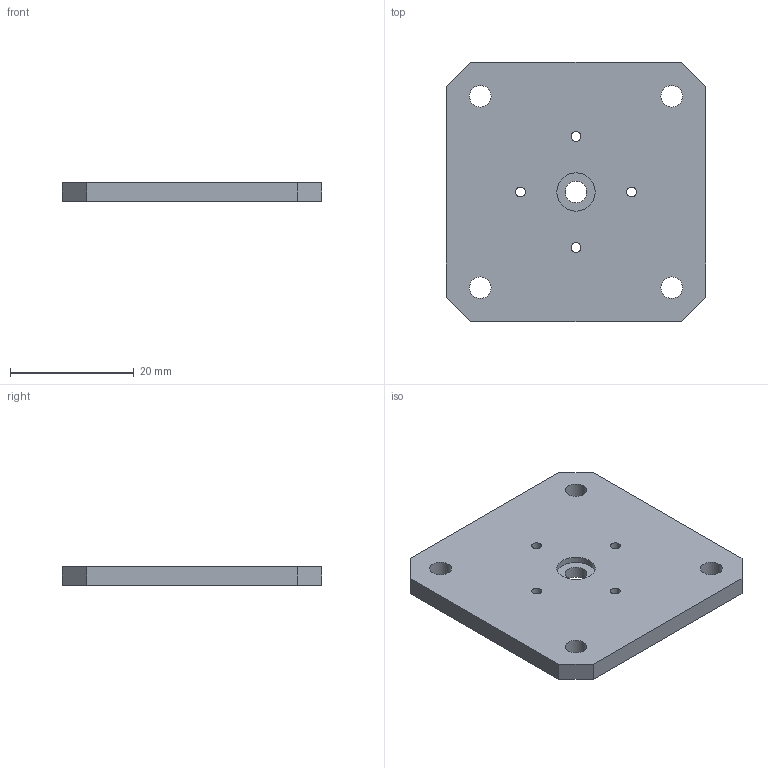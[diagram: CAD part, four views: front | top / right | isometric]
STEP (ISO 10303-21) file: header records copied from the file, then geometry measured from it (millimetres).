
FILE_DESCRIPTION(/* description */ ('STEP AP242','CAx-IF Rec.Pracs.---Representation and Presentation of Product Manufacturing Information (PMI)---4.0---2014-10-13','CAx-IF Rec.Pracs.---3D Tessellated Geometry---0.4---2014-09-14','2;1'),/* implementation_level */ '2;1');
FILE_NAME(/* name */ '66262d705aa91e52dd661ce0',/* time_stamp */ '2024-04-22T09:27:13Z',/* author */ (''),/* organization */ (''),/* preprocessor_version */ 'ST-DEVELOPER v20',/* originating_system */ ' ',/* authorisation */ ' ');
FILE_SCHEMA (('AP242_MANAGED_MODEL_BASED_3D_ENGINEERING_MIM_LF { 1 0 10303 442 1 1 4 }'));
Length unit declared in the file: metre
Products named in the file (1): Part 1
Bounding box: 42 x 42 x 3 mm (x, y, z)
Volume: 5007 mm3; surface area: 4061.3 mm2
Topology: 1 solids, 1 shells, 21 faces, 62 edges, 44 vertices
Faces by surface type: plane 11, cylinder 10
Full cylindrical faces by diameter (mm): 1.6 x4, 3.5 x5, 6.2 x1
Entity records: 656 total; most frequent: DIRECTION 108, CARTESIAN_POINT 102, ORIENTED_EDGE 88, EDGE_LOOP 50, FACE_BOUND 50, EDGE_CURVE 44, AXIS2_PLACEMENT_3D 42, VERTEX_POINT 36
